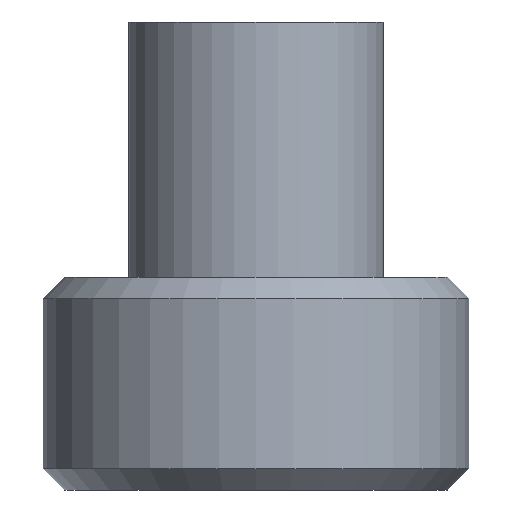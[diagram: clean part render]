
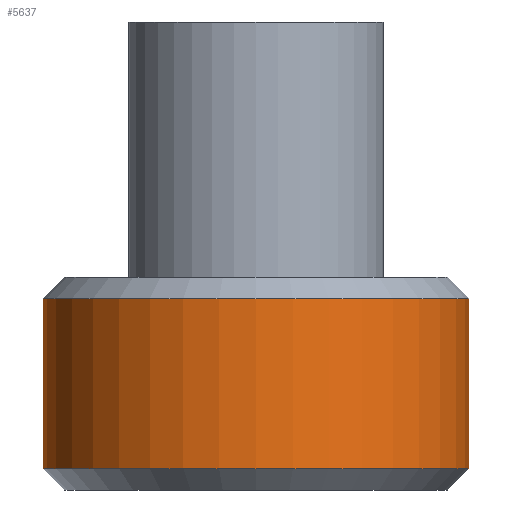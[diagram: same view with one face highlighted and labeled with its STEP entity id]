
A CAD part, left-side view. The second image highlights one B-rep face of the part: STEP entity #5637.
In plain terms, the highlighted cylindrical face has radius 10 mm (diameter 20 mm), a full revolution.
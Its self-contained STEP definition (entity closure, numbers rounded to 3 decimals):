
#53=CYLINDRICAL_SURFACE('',#5873,10.);
#84=CIRCLE('',#5870,10.);
#85=CIRCLE('',#5871,10.);
#87=CIRCLE('',#5874,10.);
#88=CIRCLE('',#5875,10.);
#115=FACE_BOUND('',#863,.T.);
#529=FACE_OUTER_BOUND('',#862,.T.);
#862=EDGE_LOOP('',(#5134,#5135,#5136,#5137,#5138,#5139));
#863=EDGE_LOOP('',(#5140,#5141));
#1298=LINE('',#10773,#1729);
#1729=VECTOR('',#6636,10.);
#2095=B_SPLINE_CURVE_WITH_KNOTS('',3,(#10717,#10718,#10719,#10720,#10721,
#10722,#10723,#10724,#10725,#10726,#10727,#10728,#10729,#10730,#10731,#10732,
#10733,#10734),.UNSPECIFIED.,.F.,.F.,(4,2,2,2,2,2,2,2,4),(0.,0.038,
0.075,0.113,0.151,0.188,
0.226,0.264,0.302),.UNSPECIFIED.);
#2096=B_SPLINE_CURVE_WITH_KNOTS('',3,(#10735,#10736,#10737,#10738,#10739,
#10740,#10741,#10742,#10743,#10744,#10745,#10746,#10747,#10748,#10749,#10750,
#10751,#10752),.UNSPECIFIED.,.F.,.F.,(4,2,2,2,2,2,2,2,4),(0.302,
0.339,0.377,0.415,0.452,
0.49,0.528,0.565,0.603),
 .UNSPECIFIED.);
#2642=VERTEX_POINT('',#10714);
#2643=VERTEX_POINT('',#10716);
#2646=VERTEX_POINT('',#10761);
#2647=VERTEX_POINT('',#10762);
#2649=VERTEX_POINT('',#10769);
#2650=VERTEX_POINT('',#10770);
#3471=EDGE_CURVE('',#2643,#2642,#2095,.T.);
#3472=EDGE_CURVE('',#2642,#2643,#2096,.T.);
#3476=EDGE_CURVE('',#2646,#2647,#84,.T.);
#3477=EDGE_CURVE('',#2647,#2646,#85,.T.);
#3480=EDGE_CURVE('',#2649,#2650,#87,.T.);
#3481=EDGE_CURVE('',#2650,#2649,#88,.T.);
#3482=EDGE_CURVE('',#2650,#2647,#1298,.T.);
#5134=ORIENTED_EDGE('',*,*,#3480,.F.);
#5135=ORIENTED_EDGE('',*,*,#3481,.F.);
#5136=ORIENTED_EDGE('',*,*,#3482,.T.);
#5137=ORIENTED_EDGE('',*,*,#3476,.F.);
#5138=ORIENTED_EDGE('',*,*,#3477,.F.);
#5139=ORIENTED_EDGE('',*,*,#3482,.F.);
#5140=ORIENTED_EDGE('',*,*,#3471,.T.);
#5141=ORIENTED_EDGE('',*,*,#3472,.T.);
#5637=ADVANCED_FACE('',(#529,#115),#53,.T.);
#5870=AXIS2_PLACEMENT_3D('',#10763,#6623,#6624);
#5871=AXIS2_PLACEMENT_3D('',#10764,#6625,#6626);
#5873=AXIS2_PLACEMENT_3D('',#10768,#6630,#6631);
#5874=AXIS2_PLACEMENT_3D('',#10771,#6632,#6633);
#5875=AXIS2_PLACEMENT_3D('',#10772,#6634,#6635);
#6623=DIRECTION('center_axis',(0.,0.,-1.));
#6624=DIRECTION('ref_axis',(-1.,0.,0.));
#6625=DIRECTION('center_axis',(0.,0.,-1.));
#6626=DIRECTION('ref_axis',(-1.,0.,0.));
#6630=DIRECTION('center_axis',(0.,0.,1.));
#6631=DIRECTION('ref_axis',(1.,0.,0.));
#6632=DIRECTION('center_axis',(0.,0.,1.));
#6633=DIRECTION('ref_axis',(-1.,0.,0.));
#6634=DIRECTION('center_axis',(0.,0.,1.));
#6635=DIRECTION('ref_axis',(-1.,0.,0.));
#6636=DIRECTION('',(0.,0.,-1.));
#10714=CARTESIAN_POINT('',(9.95,-1.,2.5));
#10716=CARTESIAN_POINT('',(9.95,1.,2.5));
#10717=CARTESIAN_POINT('Ctrl Pts',(9.95,1.,2.5));
#10718=CARTESIAN_POINT('Ctrl Pts',(9.95,1.,2.374));
#10719=CARTESIAN_POINT('Ctrl Pts',(9.952,0.975,2.24));
#10720=CARTESIAN_POINT('Ctrl Pts',(9.962,0.873,1.994));
#10721=CARTESIAN_POINT('Ctrl Pts',(9.969,0.796,1.882));
#10722=CARTESIAN_POINT('Ctrl Pts',(9.981,0.618,1.704));
#10723=CARTESIAN_POINT('Ctrl Pts',(9.988,0.506,1.627));
#10724=CARTESIAN_POINT('Ctrl Pts',(9.997,0.26,1.525));
#10725=CARTESIAN_POINT('Ctrl Pts',(10.,0.126,1.5));
#10726=CARTESIAN_POINT('Ctrl Pts',(10.,-0.126,1.5));
#10727=CARTESIAN_POINT('Ctrl Pts',(9.997,-0.26,
1.525));
#10728=CARTESIAN_POINT('Ctrl Pts',(9.988,-0.506,1.627));
#10729=CARTESIAN_POINT('Ctrl Pts',(9.981,-0.618,
1.704));
#10730=CARTESIAN_POINT('Ctrl Pts',(9.969,-0.796,
1.882));
#10731=CARTESIAN_POINT('Ctrl Pts',(9.962,-0.873,
1.994));
#10732=CARTESIAN_POINT('Ctrl Pts',(9.952,-0.975,2.24));
#10733=CARTESIAN_POINT('Ctrl Pts',(9.95,-1.,2.374));
#10734=CARTESIAN_POINT('Ctrl Pts',(9.95,-1.,2.5));
#10735=CARTESIAN_POINT('Ctrl Pts',(9.95,-1.,2.5));
#10736=CARTESIAN_POINT('Ctrl Pts',(9.95,-1.,2.626));
#10737=CARTESIAN_POINT('Ctrl Pts',(9.952,-0.975,2.76));
#10738=CARTESIAN_POINT('Ctrl Pts',(9.962,-0.873,
3.006));
#10739=CARTESIAN_POINT('Ctrl Pts',(9.969,-0.796,
3.118));
#10740=CARTESIAN_POINT('Ctrl Pts',(9.981,-0.618,
3.296));
#10741=CARTESIAN_POINT('Ctrl Pts',(9.988,-0.506,3.373));
#10742=CARTESIAN_POINT('Ctrl Pts',(9.997,-0.26,
3.475));
#10743=CARTESIAN_POINT('Ctrl Pts',(10.,-0.126,3.5));
#10744=CARTESIAN_POINT('Ctrl Pts',(10.,0.126,3.5));
#10745=CARTESIAN_POINT('Ctrl Pts',(9.997,0.26,3.475));
#10746=CARTESIAN_POINT('Ctrl Pts',(9.988,0.506,3.373));
#10747=CARTESIAN_POINT('Ctrl Pts',(9.981,0.618,3.296));
#10748=CARTESIAN_POINT('Ctrl Pts',(9.969,0.796,3.118));
#10749=CARTESIAN_POINT('Ctrl Pts',(9.962,0.873,3.006));
#10750=CARTESIAN_POINT('Ctrl Pts',(9.952,0.975,2.76));
#10751=CARTESIAN_POINT('Ctrl Pts',(9.95,1.,2.626));
#10752=CARTESIAN_POINT('Ctrl Pts',(9.95,1.,2.5));
#10761=CARTESIAN_POINT('',(10.,0.,1.));
#10762=CARTESIAN_POINT('',(-10.,0.,1.));
#10763=CARTESIAN_POINT('Origin',(0.,0.,1.));
#10764=CARTESIAN_POINT('Origin',(0.,0.,1.));
#10768=CARTESIAN_POINT('Origin',(0.,0.,0.));
#10769=CARTESIAN_POINT('',(10.,0.,9.));
#10770=CARTESIAN_POINT('',(-10.,0.,9.));
#10771=CARTESIAN_POINT('Origin',(0.,0.,9.));
#10772=CARTESIAN_POINT('Origin',(0.,0.,9.));
#10773=CARTESIAN_POINT('',(-10.,0.,0.));
